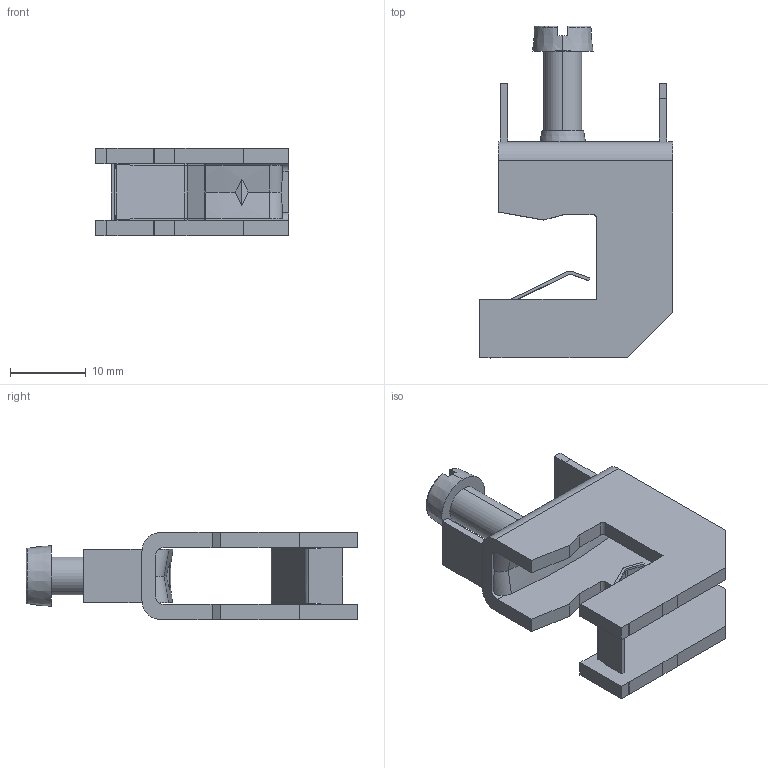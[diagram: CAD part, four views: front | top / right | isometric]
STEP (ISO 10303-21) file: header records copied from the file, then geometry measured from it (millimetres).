
FILE_DESCRIPTION((''),'2;1');
FILE_NAME('G_LAK10-16_G8510006_ASM','2021-04-16T',('marketing.praksa'),('Audax d.o.o.'),'CREO PARAMETRIC BY PTC INC, 2017480','CREO PARAMETRIC BY PTC INC, 2017480','');
FILE_SCHEMA(('AUTOMOTIVE_DESIGN { 1 0 10303 214 1 1 1 1 }'));
Products named in the file (3): PRT0120; G_LAK10-16_G8510006; G_LAK10-16_G8510006_ASM
Assembly tree (2 placements, depth 2):
  G_LAK10-16_G8510006_ASM
    PRT0120
    G_LAK10-16_G8510006
Bounding box: 25.5 x 43.8 x 11.5 mm (x, y, z)
Volume: 25.5 mm3; surface area: 4097.8 mm2
Topology: 3 solids, 4 shells, 215 faces, 631 edges, 418 vertices
Faces by surface type: plane 141, cylinder 62, cone 10, torus 2
Entity records: 11075 total; most frequent: CARTESIAN_POINT 1785, ORIENTED_EDGE 1234, DIRECTION 1079, PRESENTATION_STYLE_ASSIGNMENT 850, STYLED_ITEM 850, CURVE_STYLE 631, EDGE_CURVE 631, VERTEX_POINT 418
